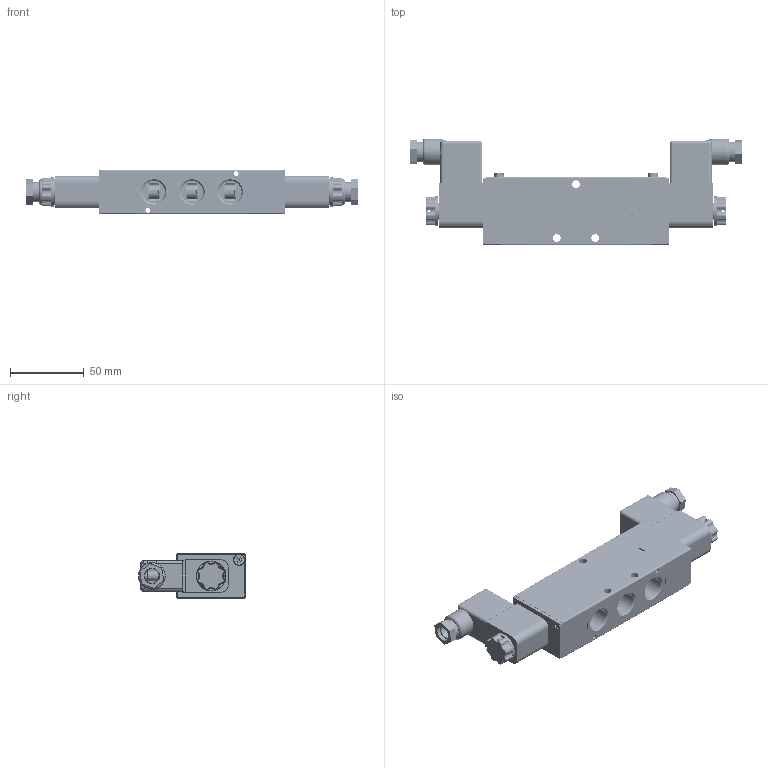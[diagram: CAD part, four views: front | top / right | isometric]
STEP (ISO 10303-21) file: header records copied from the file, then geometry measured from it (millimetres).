
FILE_DESCRIPTION (( 'STEP AP203' ), '1' );
FILE_NAME ('NA313-E2.STEP', '2021-09-27T08:44:12', ( '' ), ( '' ), 'SwSTEP 2.0', 'SolidWorks 2014', '' );
FILE_SCHEMA (( 'CONFIG_CONTROL_DESIGN' ));
Length unit declared in the file: millimetre
Products named in the file (31): NA20-18活塞; SN20-25電樞1; NA31-AS1; SV20-34電樞銅管OR; NA3106-B; PRF8014; SV20-07端子墊片; PRNB2007; NA30-16引導本體; PSNA2035-預壓; NA3102-E2; SV20-07端子螺絲; SV3011固定鐵片螺絲; NA2034彈簧定位管; NC3101-B; NA313-E2; NB2011; SV20-06線圈; NC3106-B; SV20-07端子; SN30-19手動銷; NA2032; PSNA2037-預壓; NA3105-B; SV20-29襯套; SN20-17活塞VR; SV20-30電樞銅管; SV3015固定鐵片; SN20-12固定螺帽; NA3103-B; SN20-28電樞銅管接頭
Assembly tree (43 placements, depth 3):
  NA313-E2
    NC3101-B
    NC3106-B
    NA3103-B  x6
    NA3105-B  x5
    NA3106-B
    NA20-18活塞  x2
    SN20-17活塞VR  x2
    NA3102-E2
    NA31-AS1  x2
      NA30-16引導本體
      NA2032
      NA2034彈簧定位管
      NB2011
      PSNA2035-預壓
      PSNA2037-預壓
      SN20-25電樞1
      SV20-30電樞銅管
      SV20-34電樞銅管OR
      SN20-28電樞銅管接頭
      SV20-29襯套
      PRNB2007
      PRF8014
      SV3015固定鐵片
      SV3011固定鐵片螺絲
      SN30-19手動銷
      SV20-06線圈
      SV20-07端子墊片
      SV20-07端子
      SV20-07端子螺絲
      SN20-12固定螺帽
Bounding box: 225.3 x 72.5 x 30 mm (x, y, z)
Volume: 174953.9 mm3; surface area: 131051.3 mm2
Topology: 63 solids, 63 shells, 3782 faces, 9128 edges, 5593 vertices
Faces by surface type: plane 1302, cylinder 1099, torus 527, cone 374, bspline 304, sphere 176
Entity records: 70041 total; most frequent: CARTESIAN_POINT 23347, DIRECTION 9291, ORIENTED_EDGE 8916, EDGE_CURVE 4458, AXIS2_PLACEMENT_3D 3755, VERTEX_POINT 2740, EDGE_LOOP 2052, CIRCLE 1998
